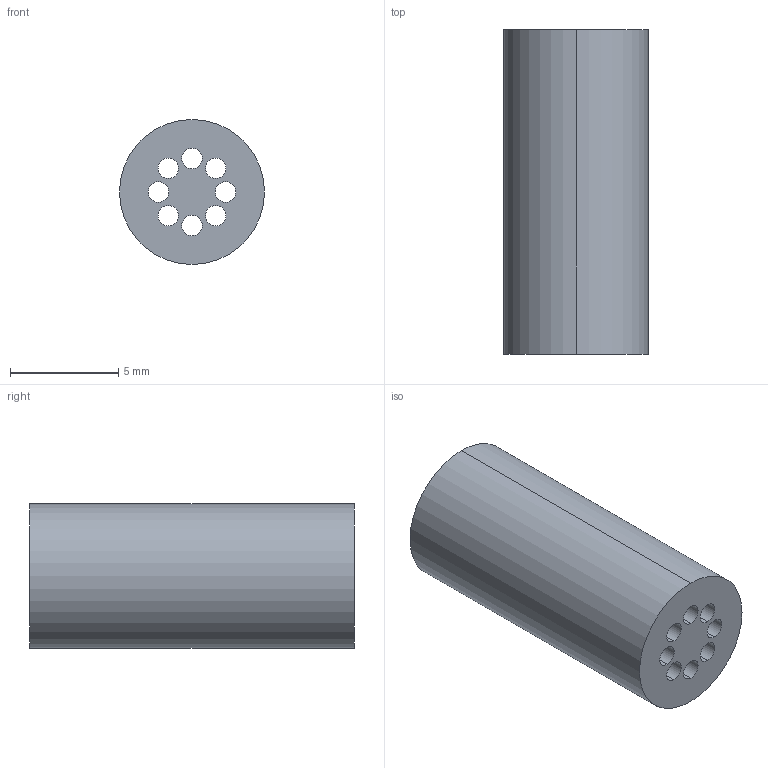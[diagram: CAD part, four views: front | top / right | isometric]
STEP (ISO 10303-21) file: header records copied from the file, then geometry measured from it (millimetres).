
FILE_DESCRIPTION (( 'STEP AP214' ), '1' );
FILE_NAME ('Spout Delivery Tube Alignment Tool.STEP', '2025-09-19T19:18:01', ( '' ), ( '' ), 'SwSTEP 2.0', 'SolidWorks 2025', '' );
FILE_SCHEMA (( 'AUTOMOTIVE_DESIGN' ));
Length unit declared in the file: millimetre
Products named in the file (1): Spout Delivery Tube Alignment Tool
Bounding box: 6.7 x 15 x 6.7 mm (x, y, z)
Volume: 441.3 mm3; surface area: 768.8 mm2
Topology: 1 solids, 1 shells, 38 faces, 105 edges, 70 vertices
Faces by surface type: cylinder 18, bspline 14, plane 6
Entity records: 1964 total; most frequent: CARTESIAN_POINT 996, ORIENTED_EDGE 210, DIRECTION 163, EDGE_CURVE 105, VERTEX_POINT 70, AXIS2_PLACEMENT_3D 61, EDGE_LOOP 55, LINE 41
